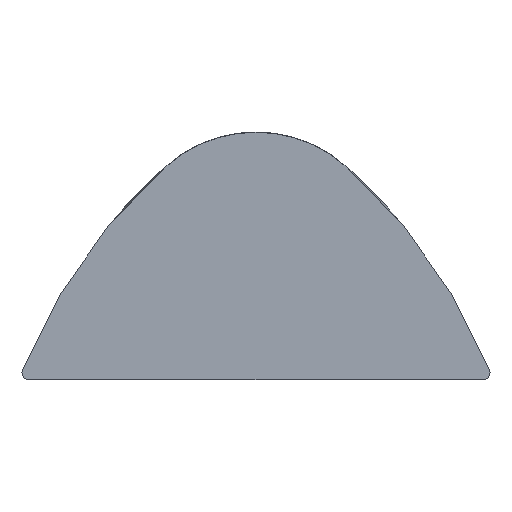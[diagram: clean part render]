
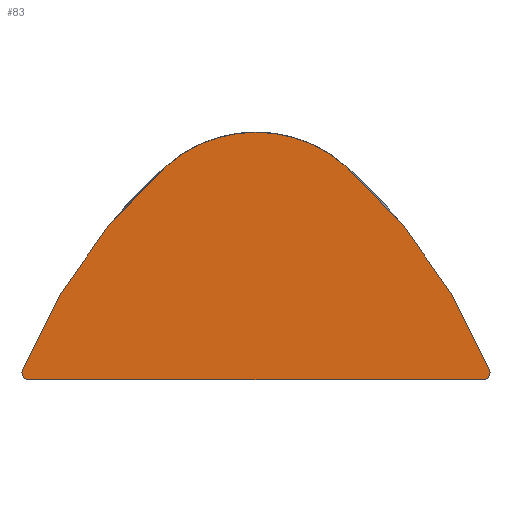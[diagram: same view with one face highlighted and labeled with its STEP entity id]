
A CAD part, front view. The second image highlights one B-rep face of the part: STEP entity #83.
In plain terms, the highlighted planar face has unit normal (0, -1, 0).
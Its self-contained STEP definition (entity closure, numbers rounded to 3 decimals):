
#22 = DIRECTION ( 'NONE',  ( 0., 1., 0. ) ) ;
#33 = DIRECTION ( 'NONE',  ( 0., 0., 1. ) ) ;
#51 = EDGE_LOOP ( 'NONE', ( #427, #390, #699, #250, #338, #617, #645 ) ) ;
#60 = DIRECTION ( 'NONE',  ( 0., 1., 0. ) ) ;
#65 = CIRCLE ( 'NONE', #278, 4. ) ;
#83 = ADVANCED_FACE ( 'NONE', ( #294 ), #505, .F. ) ;
#105 = AXIS2_PLACEMENT_3D ( 'NONE', #365, #22, #33 ) ;
#113 = CIRCLE ( 'NONE', #661, 16. ) ;
#115 = DIRECTION ( 'NONE',  ( 0., 1., 0. ) ) ;
#127 = AXIS2_PLACEMENT_3D ( 'NONE', #233, #115, #632 ) ;
#129 = DIRECTION ( 'NONE',  ( 0., 0., 1. ) ) ;
#147 = EDGE_CURVE ( 'NONE', #154, #410, #563, .T. ) ;
#152 = CARTESIAN_POINT ( 'NONE',  ( 0., -6., 0. ) ) ;
#153 = CARTESIAN_POINT ( 'NONE',  ( -6.7, -6., 0. ) ) ;
#154 = VERTEX_POINT ( 'NONE', #745 ) ;
#169 = DIRECTION ( 'NONE',  ( 0., 1., 0. ) ) ;
#187 = EDGE_CURVE ( 'NONE', #437, #262, #65, .T. ) ;
#196 = VERTEX_POINT ( 'NONE', #420 ) ;
#208 = CARTESIAN_POINT ( 'NONE',  ( 7.968, -6., -5.673 ) ) ;
#212 = EDGE_CURVE ( 'NONE', #196, #652, #113, .T. ) ;
#224 = CIRCLE ( 'NONE', #684, 4. ) ;
#233 = CARTESIAN_POINT ( 'NONE',  ( 0., -6., 2.622 ) ) ;
#250 = ORIENTED_EDGE ( 'NONE', *, *, #677, .F. ) ;
#254 = CARTESIAN_POINT ( 'NONE',  ( -2.656, -6., 6.291 ) ) ;
#262 = VERTEX_POINT ( 'NONE', #266 ) ;
#266 = CARTESIAN_POINT ( 'NONE',  ( 2.656, -6., 6.291 ) ) ;
#274 = DIRECTION ( 'NONE',  ( 0., 0., 1. ) ) ;
#278 = AXIS2_PLACEMENT_3D ( 'NONE', #701, #60, #516 ) ;
#294 = FACE_OUTER_BOUND ( 'NONE', #51, .T. ) ;
#299 = CARTESIAN_POINT ( 'NONE',  ( 0., -6., 3.3 ) ) ;
#316 = AXIS2_PLACEMENT_3D ( 'NONE', #465, #584, #129 ) ;
#317 = DIRECTION ( 'NONE',  ( 0., 0., 1. ) ) ;
#327 = CIRCLE ( 'NONE', #105, 16. ) ;
#338 = ORIENTED_EDGE ( 'NONE', *, *, #147, .F. ) ;
#350 = DIRECTION ( 'NONE',  ( 0., 0., 1. ) ) ;
#352 = DIRECTION ( 'NONE',  ( 0., 1., 0. ) ) ;
#361 = VERTEX_POINT ( 'NONE', #153 ) ;
#365 = CARTESIAN_POINT ( 'NONE',  ( -7.968, -6., -5.673 ) ) ;
#375 = EDGE_CURVE ( 'NONE', #361, #196, #397, .T. ) ;
#390 = ORIENTED_EDGE ( 'NONE', *, *, #212, .F. ) ;
#397 = CIRCLE ( 'NONE', #449, 0.2 ) ;
#410 = VERTEX_POINT ( 'NONE', #501 ) ;
#420 = CARTESIAN_POINT ( 'NONE',  ( -6.886, -6., 0.274 ) ) ;
#424 = DIRECTION ( 'NONE',  ( -1., 0., 0. ) ) ;
#425 = DIRECTION ( 'NONE',  ( 0., 1., 0. ) ) ;
#427 = ORIENTED_EDGE ( 'NONE', *, *, #512, .F. ) ;
#437 = VERTEX_POINT ( 'NONE', #450 ) ;
#449 = AXIS2_PLACEMENT_3D ( 'NONE', #570, #169, #274 ) ;
#450 = CARTESIAN_POINT ( 'NONE',  ( 0., -6., 7.3 ) ) ;
#465 = CARTESIAN_POINT ( 'NONE',  ( 6.7, -6., 0.2 ) ) ;
#487 = LINE ( 'NONE', #152, #704 ) ;
#501 = CARTESIAN_POINT ( 'NONE',  ( 6.7, -6., 0. ) ) ;
#505 = PLANE ( 'NONE',  #127 ) ;
#512 = EDGE_CURVE ( 'NONE', #652, #437, #224, .T. ) ;
#516 = DIRECTION ( 'NONE',  ( 0., 0., 1. ) ) ;
#563 = CIRCLE ( 'NONE', #316, 0.2 ) ;
#570 = CARTESIAN_POINT ( 'NONE',  ( -6.7, -6., 0.2 ) ) ;
#584 = DIRECTION ( 'NONE',  ( 0., 1., 0. ) ) ;
#617 = ORIENTED_EDGE ( 'NONE', *, *, #734, .F. ) ;
#632 = DIRECTION ( 'NONE',  ( 0., 0., 1. ) ) ;
#645 = ORIENTED_EDGE ( 'NONE', *, *, #187, .F. ) ;
#652 = VERTEX_POINT ( 'NONE', #254 ) ;
#661 = AXIS2_PLACEMENT_3D ( 'NONE', #208, #425, #317 ) ;
#677 = EDGE_CURVE ( 'NONE', #410, #361, #487, .T. ) ;
#684 = AXIS2_PLACEMENT_3D ( 'NONE', #299, #352, #350 ) ;
#699 = ORIENTED_EDGE ( 'NONE', *, *, #375, .F. ) ;
#701 = CARTESIAN_POINT ( 'NONE',  ( 0., -6., 3.3 ) ) ;
#704 = VECTOR ( 'NONE', #424, 1000. ) ;
#734 = EDGE_CURVE ( 'NONE', #262, #154, #327, .T. ) ;
#745 = CARTESIAN_POINT ( 'NONE',  ( 6.886, -6., 0.274 ) ) ;
